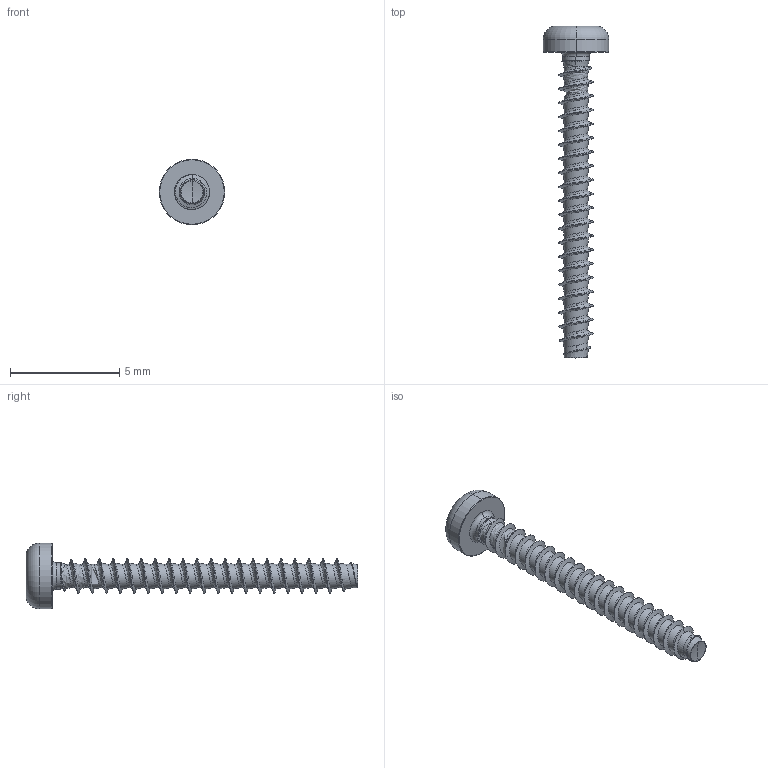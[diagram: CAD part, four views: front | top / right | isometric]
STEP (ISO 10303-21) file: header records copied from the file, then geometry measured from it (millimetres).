
FILE_DESCRIPTION (( 'STEP AP203' ), '1' );
FILE_NAME ('STP390160140.STEP', '2017-08-15T19:00:10', ( '' ), ( '' ), 'SwSTEP 2.0', 'SolidWorks 2015', '' );
FILE_SCHEMA (( 'CONFIG_CONTROL_DESIGN' ));
Products named in the file (1): STP390160140
Bounding box: 3 x 15.2 x 3 mm (x, y, z)
Volume: 22.1 mm3; surface area: 106.3 mm2
Topology: 1 solids, 1 shells, 125 faces, 322 edges, 199 vertices
Faces by surface type: cylinder 67, bspline 35, cone 11, torus 6, sphere 4, plane 2
Entity records: 31430 total; most frequent: CARTESIAN_POINT 28810, ORIENTED_EDGE 640, DIRECTION 388, EDGE_CURVE 320, VERTEX_POINT 199, AXIS2_PLACEMENT_3D 153, B_SPLINE_CURVE_WITH_KNOTS 134, EDGE_LOOP 127
